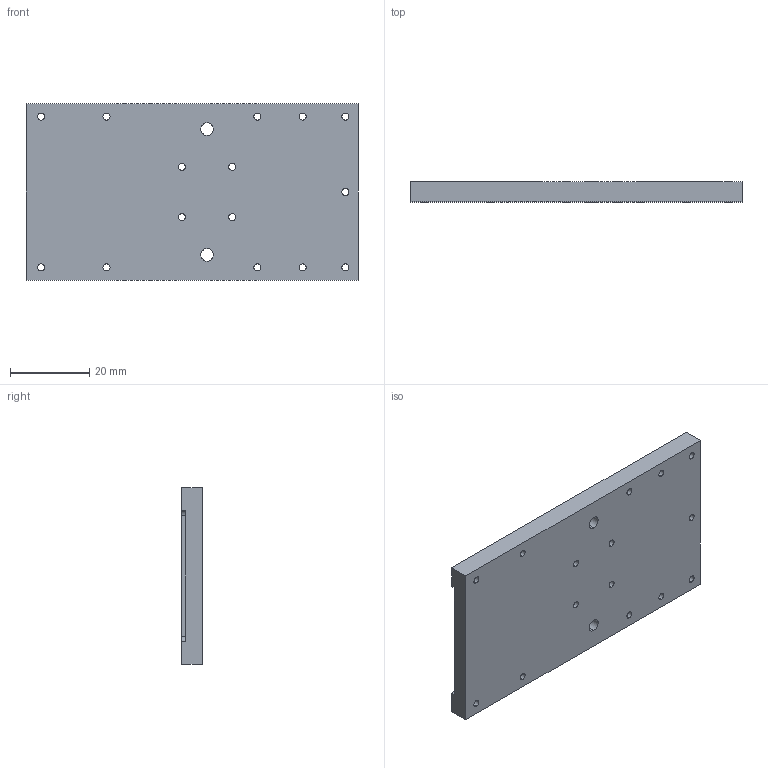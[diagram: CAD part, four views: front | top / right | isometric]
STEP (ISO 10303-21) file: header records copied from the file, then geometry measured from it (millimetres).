
FILE_DESCRIPTION (( 'STEP AP203' ), '1' );
FILE_NAME ('cold-sample-box-top.STEP', '2024-03-09T00:06:06', ( '' ), ( '' ), 'SwSTEP 2.0', 'SolidWorks 2023', '' );
FILE_SCHEMA (( 'CONFIG_CONTROL_DESIGN' ));
Length unit declared in the file: inch
Products named in the file (1): cold-sample-box-top
Bounding box: 83.82 x 5.08 x 44.45 mm (x, y, z)
Volume: 16242.9 mm3; surface area: 9468.4 mm2
Topology: 1 solids, 1 shells, 55 faces, 156 edges, 104 vertices
Faces by surface type: cylinder 40, plane 15
Entity records: 1977 total; most frequent: DIRECTION 348, CARTESIAN_POINT 316, ORIENTED_EDGE 312, EDGE_CURVE 156, AXIS2_PLACEMENT_3D 136, VERTEX_POINT 104, EDGE_LOOP 90, CIRCLE 80
